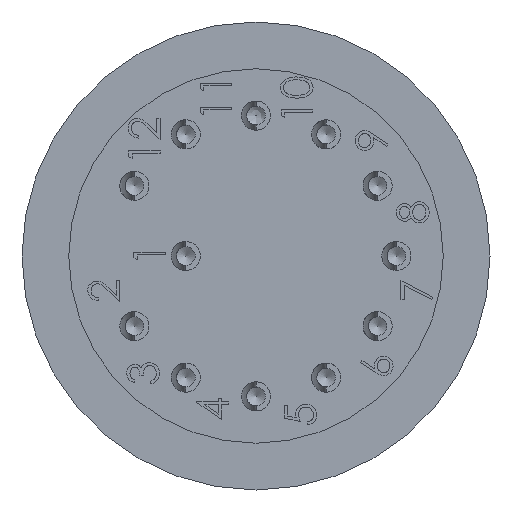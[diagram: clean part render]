
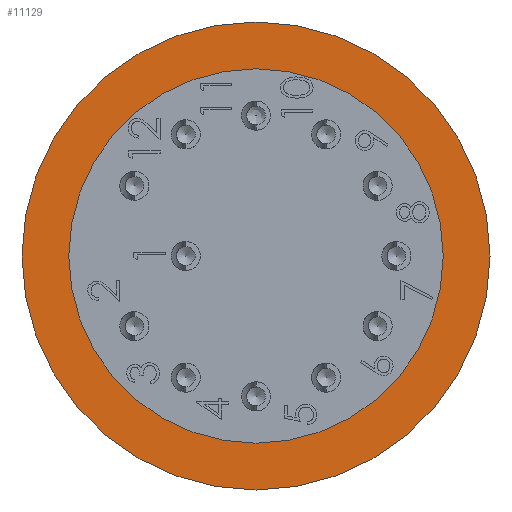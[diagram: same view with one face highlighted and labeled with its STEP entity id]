
A CAD part, left-side view. The second image highlights one B-rep face of the part: STEP entity #11129.
In plain terms, the highlighted planar face has unit normal (-1, 0, 0).
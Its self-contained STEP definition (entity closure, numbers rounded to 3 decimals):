
#310=FACE_BOUND('',#1473,.T.);
#367=PLANE('',#11958);
#788=FACE_OUTER_BOUND('',#1472,.T.);
#1472=EDGE_LOOP('',(#8084));
#1473=EDGE_LOOP('',(#8085));
#4390=CIRCLE('',#11921,15.875);
#4393=CIRCLE('',#11925,12.7);
#4663=VERTEX_POINT('',#16082);
#4666=VERTEX_POINT('',#16090);
#5830=EDGE_CURVE('',#4663,#4663,#4390,.T.);
#5835=EDGE_CURVE('',#4666,#4666,#4393,.T.);
#8084=ORIENTED_EDGE('',*,*,#5830,.T.);
#8085=ORIENTED_EDGE('',*,*,#5835,.F.);
#11129=ADVANCED_FACE('',(#788,#310),#367,.F.);
#11921=AXIS2_PLACEMENT_3D('',#16083,#12916,#12917);
#11925=AXIS2_PLACEMENT_3D('',#16092,#12926,#12927);
#11958=AXIS2_PLACEMENT_3D('',#19361,#13156,#13157);
#12916=DIRECTION('center_axis',(-1.,0.,0.));
#12917=DIRECTION('ref_axis',(0.,0.,1.));
#12926=DIRECTION('center_axis',(-1.,0.,0.));
#12927=DIRECTION('ref_axis',(0.,0.,1.));
#13156=DIRECTION('center_axis',(1.,0.,0.));
#13157=DIRECTION('ref_axis',(0.,0.,-1.));
#16082=CARTESIAN_POINT('',(-12.7,0.,-15.875));
#16083=CARTESIAN_POINT('Origin',(-12.7,0.,0.));
#16090=CARTESIAN_POINT('',(-12.7,0.,-12.7));
#16092=CARTESIAN_POINT('Origin',(-12.7,0.,0.));
#19361=CARTESIAN_POINT('Origin',(-12.7,15.875,0.));
